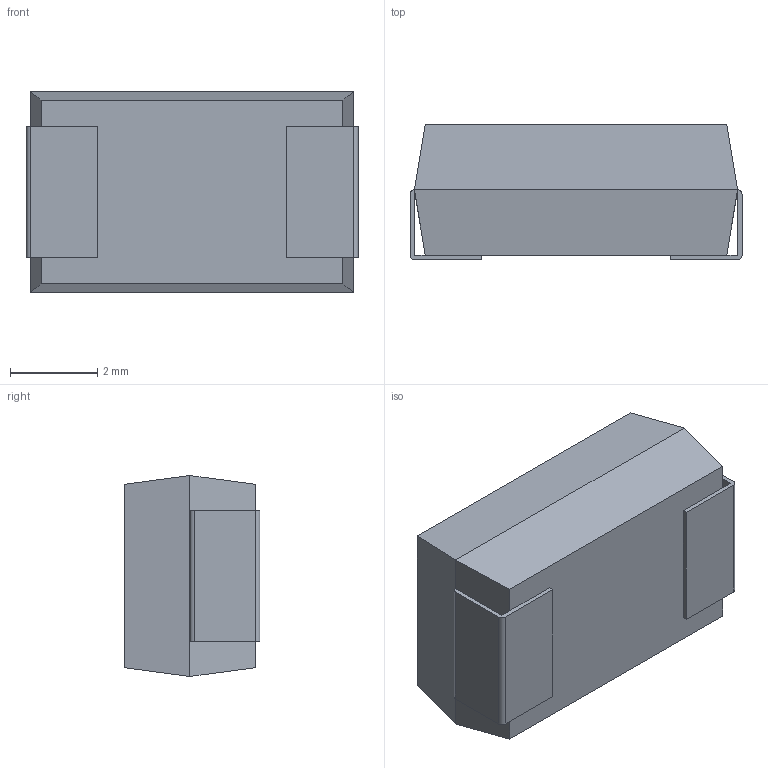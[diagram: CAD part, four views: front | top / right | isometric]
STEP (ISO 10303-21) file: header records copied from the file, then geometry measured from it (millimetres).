
FILE_DESCRIPTION (( 'STEP AP214' ), '1' );
FILE_NAME ('CAS_SMD_L7.6W4.6H3.1S1.3F2.5.STEP', '2022-03-10T23:34:56', ( '' ), ( '' ), 'SwSTEP 2.0', 'SolidWorks 2021', '' );
FILE_SCHEMA (( 'AUTOMOTIVE_DESIGN' ));
Length unit declared in the file: millimetre
Products named in the file (1): CAS_SMD_L7.6W4.6H3.1S1.3F2.5
Bounding box: 7.6 x 3.1 x 4.6 mm (x, y, z)
Volume: 96.3 mm3; surface area: 152.3 mm2
Topology: 1 solids, 1 shells, 82 faces, 223 edges, 146 vertices
Faces by surface type: plane 78, cylinder 4
Entity records: 2873 total; most frequent: CARTESIAN_POINT 452, ORIENTED_EDGE 446, DIRECTION 397, EDGE_CURVE 223, LINE 215, VECTOR 215, VERTEX_POINT 146, AXIS2_PLACEMENT_3D 91
